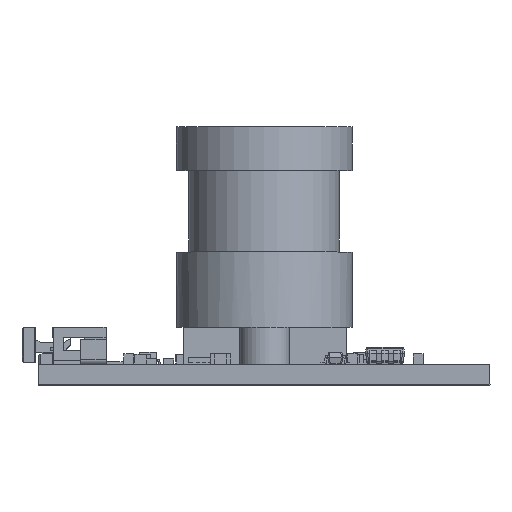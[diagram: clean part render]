
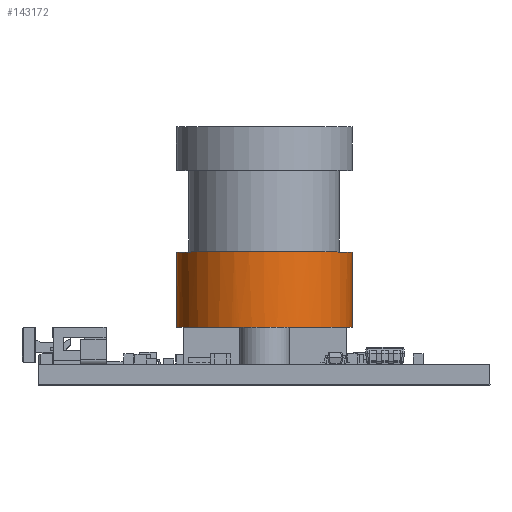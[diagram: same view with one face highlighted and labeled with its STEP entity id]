
A CAD part, top view. The second image highlights one B-rep face of the part: STEP entity #143172.
In plain terms, the highlighted cylindrical face has radius 7 mm (diameter 14 mm), a partial arc.
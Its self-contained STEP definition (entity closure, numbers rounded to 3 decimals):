
#592 = CYLINDRICAL_SURFACE ( 'NONE', #112054, 7. ) ;
#2811 = VERTEX_POINT ( 'NONE', #22735 ) ;
#3199 = VERTEX_POINT ( 'NONE', #64492 ) ;
#3721 = ORIENTED_EDGE ( 'NONE', *, *, #40889, .T. ) ;
#4192 = ORIENTED_EDGE ( 'NONE', *, *, #88927, .T. ) ;
#4451 = VERTEX_POINT ( 'NONE', #127734 ) ;
#8920 = DIRECTION ( 'NONE',  ( 0., 1., 0. ) ) ;
#9258 = CARTESIAN_POINT ( 'NONE',  ( 23.205, 26.884, 1.974 ) ) ;
#9339 = EDGE_CURVE ( 'NONE', #80122, #3199, #121598, .T. ) ;
#11330 = VECTOR ( 'NONE', #99641, 1000. ) ;
#20000 = ORIENTED_EDGE ( 'NONE', *, *, #50673, .T. ) ;
#20980 = CIRCLE ( 'NONE', #122056, 7. ) ;
#21646 = LINE ( 'NONE', #121731, #11330 ) ;
#22735 = CARTESIAN_POINT ( 'NONE',  ( 13.607, 20.884, 8.474 ) ) ;
#23583 = ORIENTED_EDGE ( 'NONE', *, *, #112779, .T. ) ;
#23924 = VERTEX_POINT ( 'NONE', #58776 ) ;
#24233 = DIRECTION ( 'NONE',  ( 1., 0., 0. ) ) ;
#24686 = CARTESIAN_POINT ( 'NONE',  ( 23.205, 26.884, 1.974 ) ) ;
#26411 = AXIS2_PLACEMENT_3D ( 'NONE', #133414, #8920, #53905 ) ;
#30234 = VERTEX_POINT ( 'NONE', #141873 ) ;
#35968 = FACE_OUTER_BOUND ( 'NONE', #77701, .T. ) ;
#38070 = CARTESIAN_POINT ( 'NONE',  ( 16.205, 20.884, 1.974 ) ) ;
#38827 = ORIENTED_EDGE ( 'NONE', *, *, #122294, .T. ) ;
#39151 = CARTESIAN_POINT ( 'NONE',  ( 16.205, 20.884, 1.974 ) ) ;
#40889 = EDGE_CURVE ( 'NONE', #144849, #23924, #20980, .T. ) ;
#41024 = AXIS2_PLACEMENT_3D ( 'NONE', #101552, #126493, #113321 ) ;
#42472 = LINE ( 'NONE', #9258, #81186 ) ;
#43261 = DIRECTION ( 'NONE',  ( 0., 1., 0. ) ) ;
#45581 = CARTESIAN_POINT ( 'NONE',  ( 18.803, 20.884, 8.474 ) ) ;
#45600 = CARTESIAN_POINT ( 'NONE',  ( 16.205, 20.884, 1.974 ) ) ;
#48401 = VERTEX_POINT ( 'NONE', #138996 ) ;
#48585 = AXIS2_PLACEMENT_3D ( 'NONE', #70399, #93244, #102111 ) ;
#50113 = ORIENTED_EDGE ( 'NONE', *, *, #9339, .T. ) ;
#50673 = EDGE_CURVE ( 'NONE', #4451, #48401, #21646, .T. ) ;
#52838 = CIRCLE ( 'NONE', #41024, 7. ) ;
#53905 = DIRECTION ( 'NONE',  ( -1., 0., 0. ) ) ;
#56582 = ORIENTED_EDGE ( 'NONE', *, *, #69891, .F. ) ;
#58140 = AXIS2_PLACEMENT_3D ( 'NONE', #67700, #131726, #97887 ) ;
#58227 = ORIENTED_EDGE ( 'NONE', *, *, #74341, .T. ) ;
#58776 = CARTESIAN_POINT ( 'NONE',  ( 18.23, 20.884, 8.674 ) ) ;
#60223 = CIRCLE ( 'NONE', #81411, 7. ) ;
#61979 = DIRECTION ( 'NONE',  ( -1., 0., 0. ) ) ;
#63078 = ORIENTED_EDGE ( 'NONE', *, *, #123806, .F. ) ;
#63746 = CARTESIAN_POINT ( 'NONE',  ( 23.205, 20.884, 1.974 ) ) ;
#64492 = CARTESIAN_POINT ( 'NONE',  ( 22.73, 20.884, 4.508 ) ) ;
#66248 = DIRECTION ( 'NONE',  ( 0., 1., 0. ) ) ;
#66954 = AXIS2_PLACEMENT_3D ( 'NONE', #45600, #66248, #90564 ) ;
#67700 = CARTESIAN_POINT ( 'NONE',  ( 16.205, 20.884, 1.974 ) ) ;
#69891 = EDGE_CURVE ( 'NONE', #71207, #107543, #42472, .T. ) ;
#70399 = CARTESIAN_POINT ( 'NONE',  ( 16.205, 20.884, 1.974 ) ) ;
#71207 = VERTEX_POINT ( 'NONE', #24686 ) ;
#74341 = EDGE_CURVE ( 'NONE', #3199, #107543, #60223, .T. ) ;
#77701 = EDGE_LOOP ( 'NONE', ( #63078, #20000, #38827, #4192, #23583, #3721, #134438, #50113, #58227, #56582 ) ) ;
#77887 = DIRECTION ( 'NONE',  ( -1., 0., 0. ) ) ;
#79450 = CARTESIAN_POINT ( 'NONE',  ( 16.205, 26.884, 1.974 ) ) ;
#80122 = VERTEX_POINT ( 'NONE', #45581 ) ;
#81186 = VECTOR ( 'NONE', #86656, 1000. ) ;
#81411 = AXIS2_PLACEMENT_3D ( 'NONE', #38070, #92656, #117625 ) ;
#84122 = DIRECTION ( 'NONE',  ( 0., 1., 0. ) ) ;
#86656 = DIRECTION ( 'NONE',  ( 0., -1., 0. ) ) ;
#88193 = CARTESIAN_POINT ( 'NONE',  ( 16.205, 20.884, 1.974 ) ) ;
#88927 = EDGE_CURVE ( 'NONE', #30234, #2811, #97478, .T. ) ;
#90516 = DIRECTION ( 'NONE',  ( 0., -1., 0. ) ) ;
#90564 = DIRECTION ( 'NONE',  ( -1., 0., 0. ) ) ;
#92656 = DIRECTION ( 'NONE',  ( 0., 1., 0. ) ) ;
#93223 = CIRCLE ( 'NONE', #112083, 7. ) ;
#93244 = DIRECTION ( 'NONE',  ( 0., 1., 0. ) ) ;
#97478 = CIRCLE ( 'NONE', #66954, 7. ) ;
#97887 = DIRECTION ( 'NONE',  ( -1., 0., 0. ) ) ;
#99641 = DIRECTION ( 'NONE',  ( 0., -1., 0. ) ) ;
#100939 = EDGE_CURVE ( 'NONE', #23924, #80122, #52838, .T. ) ;
#101552 = CARTESIAN_POINT ( 'NONE',  ( 16.205, 20.884, 1.974 ) ) ;
#102111 = DIRECTION ( 'NONE',  ( -1., 0., 0. ) ) ;
#107543 = VERTEX_POINT ( 'NONE', #63746 ) ;
#112054 = AXIS2_PLACEMENT_3D ( 'NONE', #79450, #90516, #24233 ) ;
#112083 = AXIS2_PLACEMENT_3D ( 'NONE', #88193, #43261, #77887 ) ;
#112135 = CIRCLE ( 'NONE', #48585, 7. ) ;
#112779 = EDGE_CURVE ( 'NONE', #2811, #144849, #93223, .T. ) ;
#113321 = DIRECTION ( 'NONE',  ( -1., 0., 0. ) ) ;
#115764 = CIRCLE ( 'NONE', #26411, 7. ) ;
#117625 = DIRECTION ( 'NONE',  ( -1., 0., 0. ) ) ;
#121598 = CIRCLE ( 'NONE', #58140, 7. ) ;
#121731 = CARTESIAN_POINT ( 'NONE',  ( 9.205, 26.884, 1.974 ) ) ;
#122056 = AXIS2_PLACEMENT_3D ( 'NONE', #39151, #84122, #61979 ) ;
#122294 = EDGE_CURVE ( 'NONE', #48401, #30234, #112135, .T. ) ;
#123806 = EDGE_CURVE ( 'NONE', #4451, #71207, #115764, .T. ) ;
#126493 = DIRECTION ( 'NONE',  ( 0., 1., 0. ) ) ;
#127734 = CARTESIAN_POINT ( 'NONE',  ( 9.205, 26.884, 1.974 ) ) ;
#128602 = CARTESIAN_POINT ( 'NONE',  ( 14.23, 20.884, 8.689 ) ) ;
#131726 = DIRECTION ( 'NONE',  ( 0., 1., 0. ) ) ;
#133414 = CARTESIAN_POINT ( 'NONE',  ( 16.205, 26.884, 1.974 ) ) ;
#134438 = ORIENTED_EDGE ( 'NONE', *, *, #100939, .T. ) ;
#138996 = CARTESIAN_POINT ( 'NONE',  ( 9.205, 20.884, 1.974 ) ) ;
#141873 = CARTESIAN_POINT ( 'NONE',  ( 9.73, 20.884, 4.633 ) ) ;
#143172 = ADVANCED_FACE ( 'NONE', ( #35968 ), #592, .T. ) ;
#144849 = VERTEX_POINT ( 'NONE', #128602 ) ;
